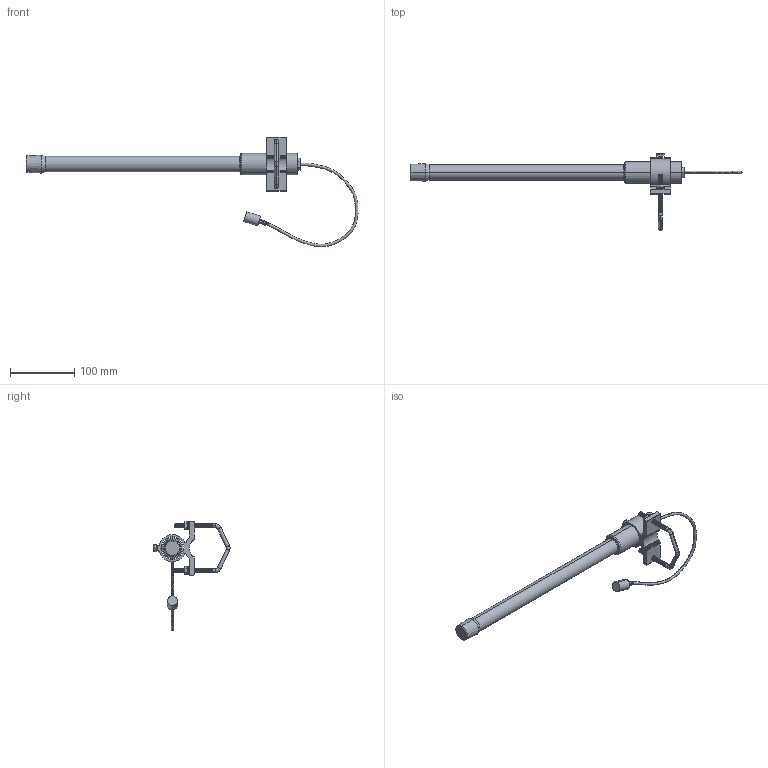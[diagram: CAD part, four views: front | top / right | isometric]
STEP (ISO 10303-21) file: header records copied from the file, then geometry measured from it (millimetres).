
FILE_DESCRIPTION (( 'STEP AP214' ), '1' );
FILE_NAME ('HG2408U.STEP', '2011-05-20T15:35:21', ( 'x' ), ( 'Microsoft' ), 'SwSTEP 2.0', 'SolidWorks 2010', '' );
FILE_SCHEMA (( 'AUTOMOTIVE_DESIGN' ));
Length unit declared in the file: inch
Products named in the file (7): HG2408U_Cable 12Inch; HG2408U_Ubolt; CONNECTOR REPRESENTATION; HEATSH-HEX_stepd_159WHITE; HG2408U; HG2408U_Bracket; HG2408U_ANTENNA
Assembly tree (6 placements, depth 2):
  HG2408U
    HG2408U_Cable 12Inch
    HEATSH-HEX_stepd_159WHITE
    HG2408U_Bracket
    HG2408U_ANTENNA
    HG2408U_Ubolt
    CONNECTOR REPRESENTATION
Bounding box: 518.44 x 119.15 x 171.16 mm (x, y, z)
Volume: 281435.5 mm3; surface area: 65407.1 mm2
Topology: 8 solids, 8 shells, 874 faces, 1864 edges, 1019 vertices
Faces by surface type: cone 611, plane 111, cylinder 110, torus 22, bspline 14, sphere 6
Entity records: 35361 total; most frequent: CARTESIAN_POINT 5377, DIRECTION 4409, ORIENTED_EDGE 3720, EDGE_CURVE 1860, AXIS2_PLACEMENT_3D 1765, VERTEX_POINT 1017, CIRCLE 896, EDGE_LOOP 895
